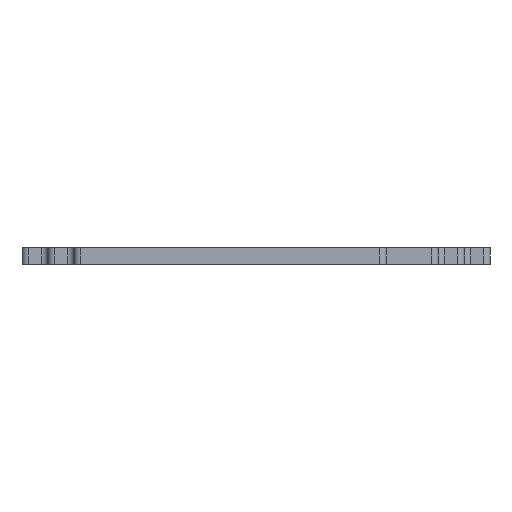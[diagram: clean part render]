
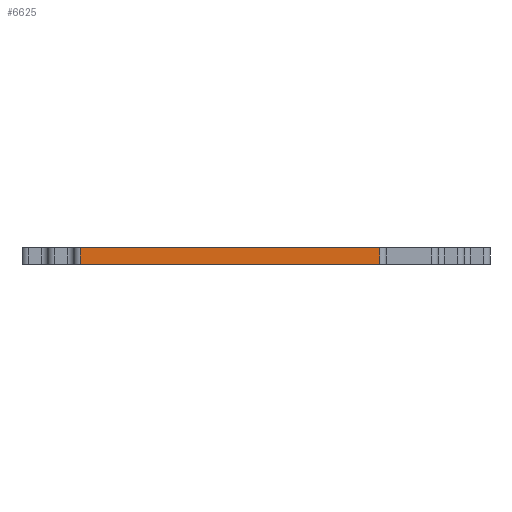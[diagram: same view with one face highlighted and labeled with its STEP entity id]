
A CAD part, left-side view. The second image highlights one B-rep face of the part: STEP entity #6625.
In plain terms, the highlighted planar face has unit normal (-1, 0, 0).
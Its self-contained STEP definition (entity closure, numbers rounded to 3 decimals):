
#768=CARTESIAN_POINT('',(-95.269,-22.706,11.));
#769=VERTEX_POINT('',#768);
#777=CARTESIAN_POINT('',(-95.269,32.231,11.));
#778=VERTEX_POINT('',#777);
#779=CARTESIAN_POINT('',(-95.269,-22.706,11.));
#780=DIRECTION('',(0.,1.,0.));
#781=VECTOR('',#780,54.938);
#782=LINE('',#779,#781);
#783=EDGE_CURVE('',#769,#778,#782,.T.);
#6595=CARTESIAN_POINT('',(-95.269,4.762,14.));
#6596=DIRECTION('',(-1.,0.,-0.));
#6597=DIRECTION('',(-0.,-1.,-0.));
#6598=AXIS2_PLACEMENT_3D('',#6595,#6596,#6597);
#6599=PLANE('',#6598);
#6600=ORIENTED_EDGE('',*,*,#783,.F.);
#6601=CARTESIAN_POINT('',(-95.269,-22.706,14.));
#6602=VERTEX_POINT('',#6601);
#6603=CARTESIAN_POINT('',(-95.269,-22.706,11.));
#6604=DIRECTION('',(-0.,-0.,1.));
#6605=VECTOR('',#6604,3.);
#6606=LINE('',#6603,#6605);
#6607=EDGE_CURVE('',#769,#6602,#6606,.T.);
#6608=ORIENTED_EDGE('',*,*,#6607,.T.);
#6609=CARTESIAN_POINT('',(-95.269,32.231,14.));
#6610=VERTEX_POINT('',#6609);
#6611=CARTESIAN_POINT('',(-95.269,-22.706,14.));
#6612=DIRECTION('',(0.,1.,0.));
#6613=VECTOR('',#6612,54.938);
#6614=LINE('',#6611,#6613);
#6615=EDGE_CURVE('',#6602,#6610,#6614,.T.);
#6616=ORIENTED_EDGE('',*,*,#6615,.T.);
#6617=CARTESIAN_POINT('',(-95.269,32.231,14.));
#6618=DIRECTION('',(0.,0.,-1.));
#6619=VECTOR('',#6618,3.);
#6620=LINE('',#6617,#6619);
#6621=EDGE_CURVE('',#6610,#778,#6620,.T.);
#6622=ORIENTED_EDGE('',*,*,#6621,.T.);
#6623=EDGE_LOOP('',(#6600,#6608,#6616,#6622));
#6624=FACE_BOUND('',#6623,.T.);
#6625=ADVANCED_FACE('',(#6624),#6599,.T.);
